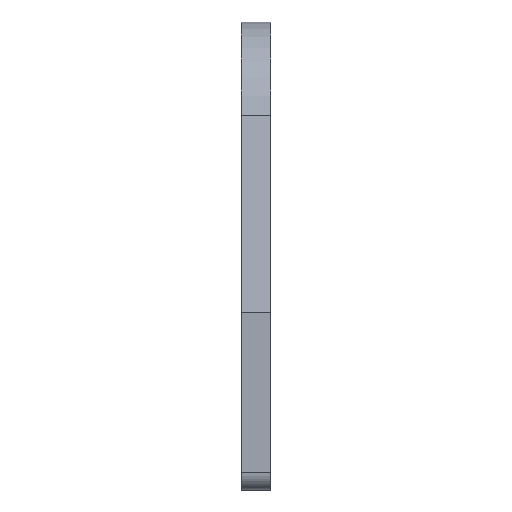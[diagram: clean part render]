
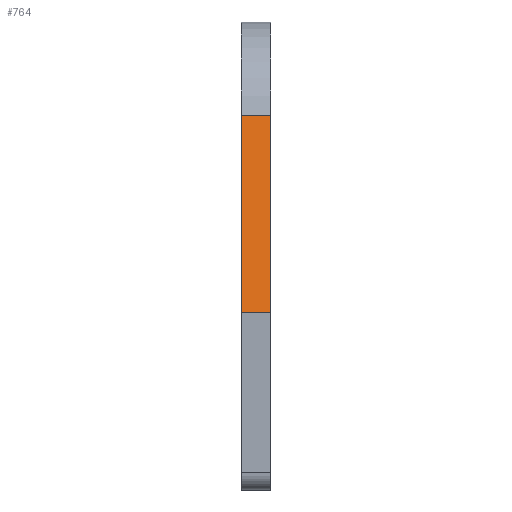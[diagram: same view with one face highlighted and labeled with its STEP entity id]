
A CAD part, front view. The second image highlights one B-rep face of the part: STEP entity #764.
In plain terms, the highlighted planar face has unit normal (0, -0.981, 0.196).
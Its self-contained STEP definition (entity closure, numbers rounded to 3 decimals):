
#36=PLANE('',#832);
#78=FACE_OUTER_BOUND('',#125,.T.);
#125=EDGE_LOOP('',(#672,#673,#674,#675));
#216=LINE('',#2330,#263);
#235=LINE('',#2397,#282);
#241=LINE('',#2418,#288);
#243=LINE('',#2421,#290);
#263=VECTOR('',#907,10.);
#282=VECTOR('',#982,10.);
#288=VECTOR('',#1008,10.);
#290=VECTOR('',#1012,10.);
#338=VERTEX_POINT('',#2327);
#339=VERTEX_POINT('',#2329);
#359=VERTEX_POINT('',#2395);
#364=VERTEX_POINT('',#2417);
#430=EDGE_CURVE('',#338,#339,#216,.T.);
#463=EDGE_CURVE('',#359,#338,#235,.T.);
#473=EDGE_CURVE('',#364,#339,#241,.T.);
#475=EDGE_CURVE('',#364,#359,#243,.T.);
#672=ORIENTED_EDGE('',*,*,#463,.F.);
#673=ORIENTED_EDGE('',*,*,#475,.F.);
#674=ORIENTED_EDGE('',*,*,#473,.T.);
#675=ORIENTED_EDGE('',*,*,#430,.F.);
#764=ADVANCED_FACE('',(#78),#36,.T.);
#832=AXIS2_PLACEMENT_3D('',#2420,#1010,#1011);
#907=DIRECTION('',(0.,-0.196,-0.981));
#982=DIRECTION('',(1.,0.,0.));
#1008=DIRECTION('',(1.,0.,0.));
#1010=DIRECTION('center_axis',(0.,-0.981,
0.196));
#1011=DIRECTION('ref_axis',(0.,-0.196,-0.981));
#1012=DIRECTION('',(0.,0.196,0.981));
#2327=CARTESIAN_POINT('',(-19.8,-13.216,33.922));
#2329=CARTESIAN_POINT('',(-19.8,-20.,0.));
#2330=CARTESIAN_POINT('',(-19.8,-20.,0.));
#2395=CARTESIAN_POINT('',(-24.8,-13.216,33.922));
#2397=CARTESIAN_POINT('',(-22.3,-13.216,33.922));
#2417=CARTESIAN_POINT('',(-24.8,-20.,0.));
#2418=CARTESIAN_POINT('',(-24.8,-20.,0.));
#2420=CARTESIAN_POINT('Origin',(-24.8,-10.,50.));
#2421=CARTESIAN_POINT('',(-24.8,-20.,0.));
